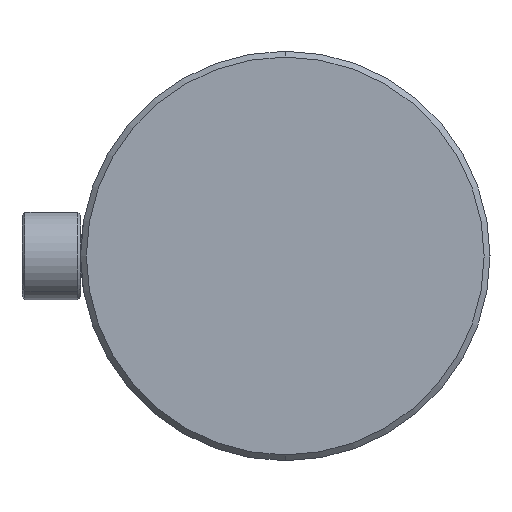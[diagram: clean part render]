
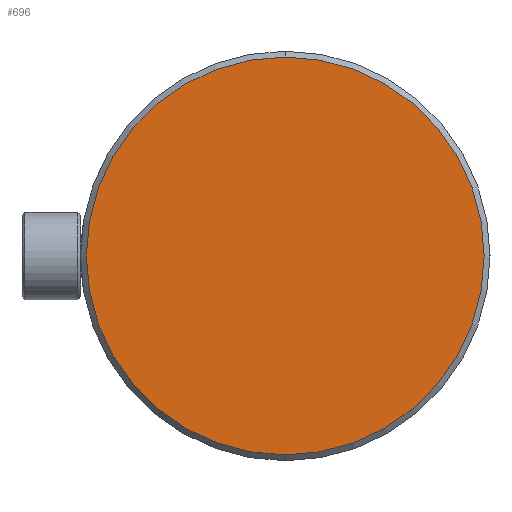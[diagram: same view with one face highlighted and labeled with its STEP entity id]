
A CAD part, left-side view. The second image highlights one B-rep face of the part: STEP entity #696.
In plain terms, the highlighted planar face has unit normal (-1, 0, 0).
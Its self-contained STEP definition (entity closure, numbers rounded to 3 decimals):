
#184 = AXIS2_PLACEMENT_3D ( 'NONE', #1701, #793, #3238 ) ;
#230 = AXIS2_PLACEMENT_3D ( 'NONE', #321, #2197, #2784 ) ;
#321 = CARTESIAN_POINT ( 'NONE',  ( -30., 0., 0. ) ) ;
#442 = FACE_OUTER_BOUND ( 'NONE', #1688, .T. ) ;
#696 = ADVANCED_FACE ( 'NONE', ( #442 ), #937, .T. ) ;
#793 = DIRECTION ( 'NONE',  ( 1., 0., 0. ) ) ;
#937 = PLANE ( 'NONE',  #1907 ) ;
#950 = ORIENTED_EDGE ( 'NONE', *, *, #1428, .F. ) ;
#960 = CARTESIAN_POINT ( 'NONE',  ( -30., 0., 0. ) ) ;
#1244 = CIRCLE ( 'NONE', #230, 68. ) ;
#1298 = ORIENTED_EDGE ( 'NONE', *, *, #1601, .F. ) ;
#1383 = DIRECTION ( 'NONE',  ( 0., 0., 1. ) ) ;
#1406 = CARTESIAN_POINT ( 'NONE',  ( -30., 0., 68. ) ) ;
#1428 = EDGE_CURVE ( 'NONE', #2990, #2225, #2242, .T. ) ;
#1601 = EDGE_CURVE ( 'NONE', #2225, #2990, #1244, .T. ) ;
#1688 = EDGE_LOOP ( 'NONE', ( #1298, #950 ) ) ;
#1701 = CARTESIAN_POINT ( 'NONE',  ( -30., 0., 0. ) ) ;
#1907 = AXIS2_PLACEMENT_3D ( 'NONE', #960, #2408, #1383 ) ;
#2197 = DIRECTION ( 'NONE',  ( 1., 0., 0. ) ) ;
#2225 = VERTEX_POINT ( 'NONE', #2311 ) ;
#2242 = CIRCLE ( 'NONE', #184, 68. ) ;
#2311 = CARTESIAN_POINT ( 'NONE',  ( -30., 0., -68. ) ) ;
#2408 = DIRECTION ( 'NONE',  ( -1., 0., 0. ) ) ;
#2784 = DIRECTION ( 'NONE',  ( 0., 0., -1. ) ) ;
#2990 = VERTEX_POINT ( 'NONE', #1406 ) ;
#3238 = DIRECTION ( 'NONE',  ( 0., 0., -1. ) ) ;
